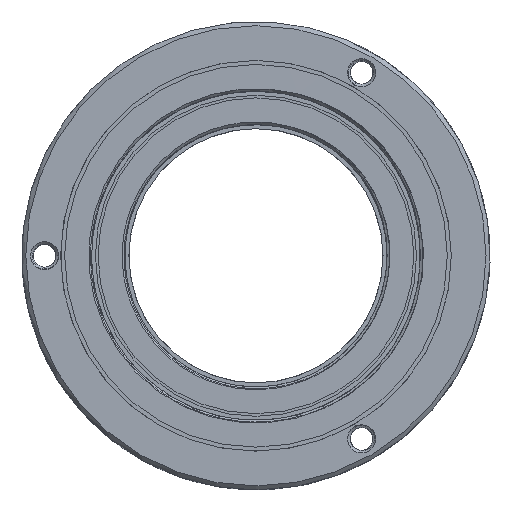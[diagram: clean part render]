
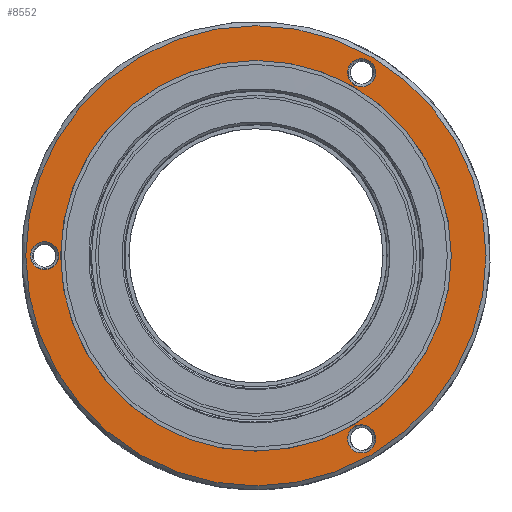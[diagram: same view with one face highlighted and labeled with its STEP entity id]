
A CAD part, left-side view. The second image highlights one B-rep face of the part: STEP entity #8552.
In plain terms, the highlighted planar face has unit normal (-1, 0, 0).
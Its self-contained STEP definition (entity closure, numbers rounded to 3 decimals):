
#176 = VERTEX_POINT ( 'NONE', #8752 ) ;
#656 = CARTESIAN_POINT ( 'NONE',  ( 9., 0., 0. ) ) ;
#775 = FACE_BOUND ( 'NONE', #5775, .T. ) ;
#1058 = DIRECTION ( 'NONE',  ( 0., 0., -1. ) ) ;
#1868 = AXIS2_PLACEMENT_3D ( 'NONE', #26365, #13779, #6880 ) ;
#2098 = AXIS2_PLACEMENT_3D ( 'NONE', #656, #23947, #11222 ) ;
#2168 = EDGE_LOOP ( 'NONE', ( #15052 ) ) ;
#2844 = VERTEX_POINT ( 'NONE', #19800 ) ;
#2847 = ORIENTED_EDGE ( 'NONE', *, *, #4069, .T. ) ;
#2931 = EDGE_LOOP ( 'NONE', ( #2847 ) ) ;
#2981 = VERTEX_POINT ( 'NONE', #20513 ) ;
#4069 = EDGE_CURVE ( 'NONE', #2844, #2844, #23286, .T. ) ;
#5282 = FACE_BOUND ( 'NONE', #18059, .T. ) ;
#5775 = EDGE_LOOP ( 'NONE', ( #13540 ) ) ;
#6880 = DIRECTION ( 'NONE',  ( 0., 0., -1. ) ) ;
#7342 = AXIS2_PLACEMENT_3D ( 'NONE', #13146, #27703, #8358 ) ;
#7409 = CIRCLE ( 'NONE', #23252, 14.6 ) ;
#7557 = DIRECTION ( 'NONE',  ( 0., 0., 1. ) ) ;
#8358 = DIRECTION ( 'NONE',  ( 0., 0., -1. ) ) ;
#8552 = ADVANCED_FACE ( 'NONE', ( #24210, #5282, #22234, #775, #26172 ), #20416, .F. ) ;
#8705 = AXIS2_PLACEMENT_3D ( 'NONE', #11662, #20617, #13503 ) ;
#8752 = CARTESIAN_POINT ( 'NONE',  ( 9., -7.9, -14.733 ) ) ;
#9024 = EDGE_CURVE ( 'NONE', #176, #176, #26648, .T. ) ;
#9141 = CIRCLE ( 'NONE', #8705, 1.05 ) ;
#9558 = VERTEX_POINT ( 'NONE', #26680 ) ;
#11208 = CARTESIAN_POINT ( 'NONE',  ( 9., 17.5, 0. ) ) ;
#11222 = DIRECTION ( 'NONE',  ( 0., 0., -1. ) ) ;
#11662 = CARTESIAN_POINT ( 'NONE',  ( 9., 15.8, 0. ) ) ;
#12091 = CARTESIAN_POINT ( 'NONE',  ( 9., 0., 0. ) ) ;
#13146 = CARTESIAN_POINT ( 'NONE',  ( 9., -7.9, 13.683 ) ) ;
#13503 = DIRECTION ( 'NONE',  ( 0., 0., -1. ) ) ;
#13540 = ORIENTED_EDGE ( 'NONE', *, *, #27636, .T. ) ;
#13683 = CARTESIAN_POINT ( 'NONE',  ( 9., 0., 14.6 ) ) ;
#13779 = DIRECTION ( 'NONE',  ( 1., 0., 0. ) ) ;
#13877 = DIRECTION ( 'NONE',  ( 1., 0., 0. ) ) ;
#14142 = EDGE_CURVE ( 'NONE', #9558, #9558, #22711, .T. ) ;
#15052 = ORIENTED_EDGE ( 'NONE', *, *, #21416, .F. ) ;
#17201 = AXIS2_PLACEMENT_3D ( 'NONE', #11208, #13877, #1058 ) ;
#17975 = ORIENTED_EDGE ( 'NONE', *, *, #14142, .T. ) ;
#18059 = EDGE_LOOP ( 'NONE', ( #17975 ) ) ;
#18395 = VERTEX_POINT ( 'NONE', #13683 ) ;
#19444 = EDGE_LOOP ( 'NONE', ( #25816 ) ) ;
#19800 = CARTESIAN_POINT ( 'NONE',  ( 9., 0., -17.2 ) ) ;
#20416 = PLANE ( 'NONE',  #17201 ) ;
#20513 = CARTESIAN_POINT ( 'NONE',  ( 9., 15.8, -1.05 ) ) ;
#20617 = DIRECTION ( 'NONE',  ( 1., 0., 0. ) ) ;
#20747 = DIRECTION ( 'NONE',  ( -1., 0., 0. ) ) ;
#21416 = EDGE_CURVE ( 'NONE', #18395, #18395, #7409, .T. ) ;
#22234 = FACE_BOUND ( 'NONE', #19444, .T. ) ;
#22711 = CIRCLE ( 'NONE', #7342, 1.05 ) ;
#23252 = AXIS2_PLACEMENT_3D ( 'NONE', #12091, #20747, #7557 ) ;
#23286 = CIRCLE ( 'NONE', #2098, 17.2 ) ;
#23947 = DIRECTION ( 'NONE',  ( -1., 0., 0. ) ) ;
#24210 = FACE_OUTER_BOUND ( 'NONE', #2931, .T. ) ;
#25816 = ORIENTED_EDGE ( 'NONE', *, *, #9024, .T. ) ;
#26172 = FACE_BOUND ( 'NONE', #2168, .T. ) ;
#26365 = CARTESIAN_POINT ( 'NONE',  ( 9., -7.9, -13.683 ) ) ;
#26648 = CIRCLE ( 'NONE', #1868, 1.05 ) ;
#26680 = CARTESIAN_POINT ( 'NONE',  ( 9., -7.9, 12.633 ) ) ;
#27636 = EDGE_CURVE ( 'NONE', #2981, #2981, #9141, .T. ) ;
#27703 = DIRECTION ( 'NONE',  ( 1., 0., 0. ) ) ;
